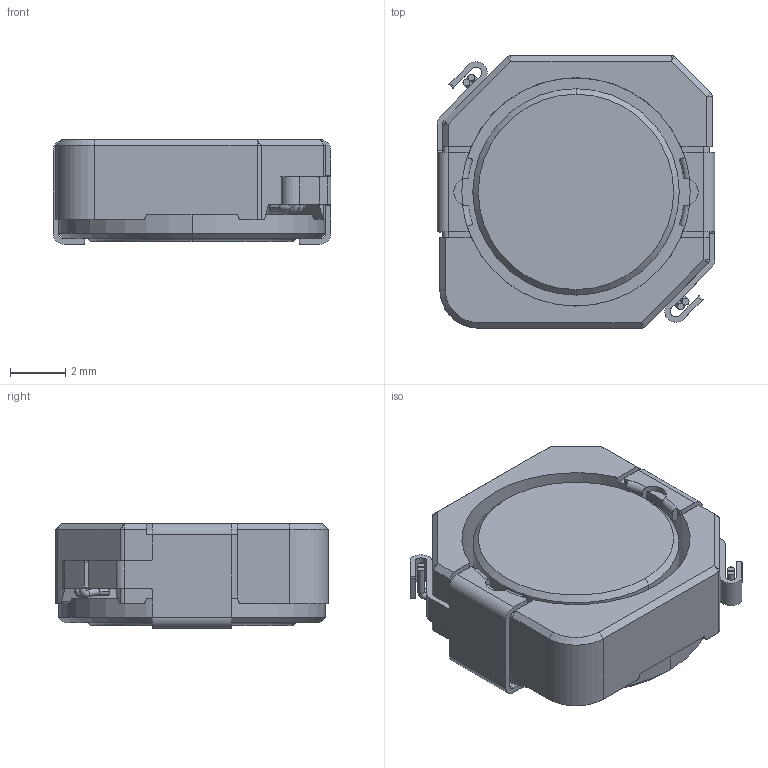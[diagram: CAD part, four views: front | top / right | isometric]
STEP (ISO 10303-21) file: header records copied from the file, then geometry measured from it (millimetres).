
FILE_DESCRIPTION (( 'STEP AP214' ), '1' );
FILE_NAME ('CDRH104R.STEP', '2019-10-03T17:03:59', ( 'AVRASM1234' ), ( '' ), 'SwSTEP 2.0', 'SolidWorks 2017', '' );
FILE_SCHEMA (( 'AUTOMOTIVE_DESIGN' ));
Length unit declared in the file: millimetre
Products named in the file (1): CDRH104R
Bounding box: 10.1 x 9.9 x 3.8 mm (x, y, z)
Volume: 254.9 mm3; surface area: 600.2 mm2
Topology: 8 solids, 8 shells, 268 faces, 680 edges, 423 vertices
Faces by surface type: plane 103, cylinder 91, torus 32, cone 17, sphere 13, bspline 12
Entity records: 8524 total; most frequent: CARTESIAN_POINT 1890, DIRECTION 1443, ORIENTED_EDGE 1348, EDGE_CURVE 674, AXIS2_PLACEMENT_3D 562, VERTEX_POINT 423, LINE 319, VECTOR 319
